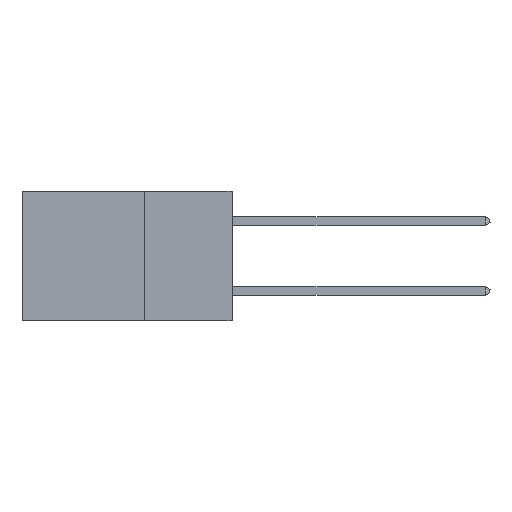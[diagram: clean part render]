
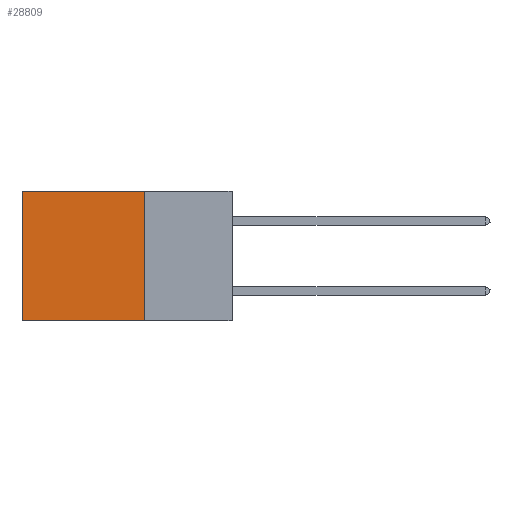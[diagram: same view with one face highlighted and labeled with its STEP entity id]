
A CAD part, left-side view. The second image highlights one B-rep face of the part: STEP entity #28809.
In plain terms, the highlighted planar face has unit normal (-1, 0, 0).
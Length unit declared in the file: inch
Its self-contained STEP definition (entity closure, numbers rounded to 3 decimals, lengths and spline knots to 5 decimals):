
#3213 = ORIENTED_EDGE ( 'NONE', *, *, #34230, .T. ) ;
#4826 = LINE ( 'NONE', #20418, #18959 ) ;
#4968 = VERTEX_POINT ( 'NONE', #16520 ) ;
#5376 = VERTEX_POINT ( 'NONE', #24152 ) ;
#6288 = LINE ( 'NONE', #9665, #21319 ) ;
#8382 = VECTOR ( 'NONE', #28015, 39.37008 ) ;
#8663 = ORIENTED_EDGE ( 'NONE', *, *, #17570, .F. ) ;
#9665 = CARTESIAN_POINT ( 'NONE',  ( 0.2875, 0.6, 0. ) ) ;
#11451 = ORIENTED_EDGE ( 'NONE', *, *, #33695, .T. ) ;
#12663 = CARTESIAN_POINT ( 'NONE',  ( 0.2875, 0.25, 0. ) ) ;
#15746 = DIRECTION ( 'NONE',  ( 0., 0., -1. ) ) ;
#15839 = DIRECTION ( 'NONE',  ( 0., 1., 0. ) ) ;
#16511 = CARTESIAN_POINT ( 'NONE',  ( 0.2875, 0.6, -0.37 ) ) ;
#16520 = CARTESIAN_POINT ( 'NONE',  ( 0.2875, 0.6, 0. ) ) ;
#16635 = ORIENTED_EDGE ( 'NONE', *, *, #34630, .F. ) ;
#17420 = DIRECTION ( 'NONE',  ( 0., 0., -1. ) ) ;
#17570 = EDGE_CURVE ( 'NONE', #5376, #29981, #32325, .T. ) ;
#18522 = LINE ( 'NONE', #12663, #24165 ) ;
#18959 = VECTOR ( 'NONE', #17420, 39.37008 ) ;
#19103 = DIRECTION ( 'NONE',  ( 0., 0., -1. ) ) ;
#20418 = CARTESIAN_POINT ( 'NONE',  ( 0.2875, 0.25, 0. ) ) ;
#21319 = VECTOR ( 'NONE', #15746, 39.37008 ) ;
#22242 = DIRECTION ( 'NONE',  ( 1., 0., 0. ) ) ;
#24152 = CARTESIAN_POINT ( 'NONE',  ( 0.2875, 0.25, -0.37 ) ) ;
#24165 = VECTOR ( 'NONE', #15839, 39.37008 ) ;
#24883 = CARTESIAN_POINT ( 'NONE',  ( 0.2875, 0.25, -0.37 ) ) ;
#26532 = AXIS2_PLACEMENT_3D ( 'NONE', #34176, #22242, #19103 ) ;
#28015 = DIRECTION ( 'NONE',  ( 0., 1., 0. ) ) ;
#28590 = CARTESIAN_POINT ( 'NONE',  ( 0.2875, 0.25, 0. ) ) ;
#28809 = ADVANCED_FACE ( 'NONE', ( #33464 ), #31006, .F. ) ;
#29981 = VERTEX_POINT ( 'NONE', #16511 ) ;
#31006 = PLANE ( 'NONE',  #26532 ) ;
#32325 = LINE ( 'NONE', #24883, #8382 ) ;
#33464 = FACE_OUTER_BOUND ( 'NONE', #36227, .T. ) ;
#33695 = EDGE_CURVE ( 'NONE', #37374, #4968, #18522, .T. ) ;
#34176 = CARTESIAN_POINT ( 'NONE',  ( 0.2875, 0.25, 0. ) ) ;
#34230 = EDGE_CURVE ( 'NONE', #4968, #29981, #6288, .T. ) ;
#34630 = EDGE_CURVE ( 'NONE', #37374, #5376, #4826, .T. ) ;
#36227 = EDGE_LOOP ( 'NONE', ( #3213, #8663, #16635, #11451 ) ) ;
#37374 = VERTEX_POINT ( 'NONE', #28590 ) ;
